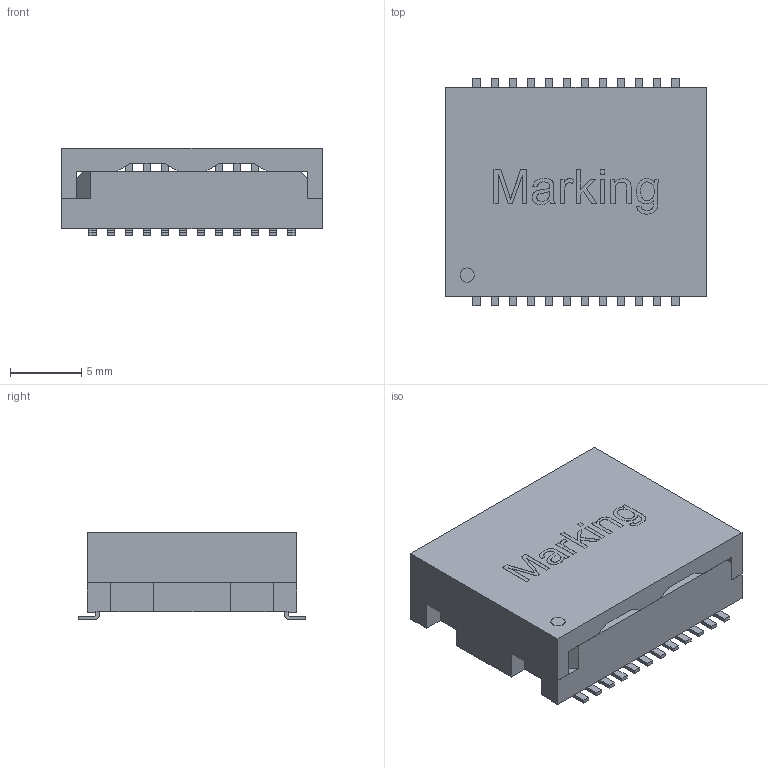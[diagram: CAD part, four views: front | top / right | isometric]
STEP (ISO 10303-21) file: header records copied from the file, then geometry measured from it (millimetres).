
FILE_DESCRIPTION( ( 'Unknown' ), '1' );
FILE_NAME( '7490220120.stp', 'Unknown', ( 'Unknown' ), ( 'Unknown' ), 'PSStep 17.0.49', 'Unknown', ' ' );
FILE_SCHEMA( ( 'AUTOMOTIVE_DESIGN { 1 0 10303 214 1 1 1 1 }' ) );
Length unit declared in the file: millimetre
Products named in the file (27): Assem1; Housing; Cover; Pins
Assembly tree (26 placements, depth 2):
  Assem1
    Housing
    Cover
    Pins
    Pins
    Pins
    Pins
    Pins
    Pins
    Pins
    Pins
    Pins
    Pins
    Pins
    Pins
    Pins
    Pins
    Pins
    Pins
    Pins
    Pins
    Pins
    Pins
    Pins
    Pins
    Pins
    Pins
Bounding box: 18.29 x 16 x 6.15 mm (x, y, z)
Volume: 731.7 mm3; surface area: 2137.3 mm2
Topology: 26 solids, 26 shells, 585 faces, 1494 edges, 948 vertices
Faces by surface type: plane 494, cylinder 75, extrusion 16
Full cylindrical faces by diameter (mm): 1 x1
Entity records: 23123 total; most frequent: CARTESIAN_POINT 3953, ORIENTED_EDGE 2984, DIRECTION 2726, EDGE_CURVE 1492, VECTOR 1234, LINE 1218, VERTEX_POINT 948, AXIS2_PLACEMENT_3D 746
